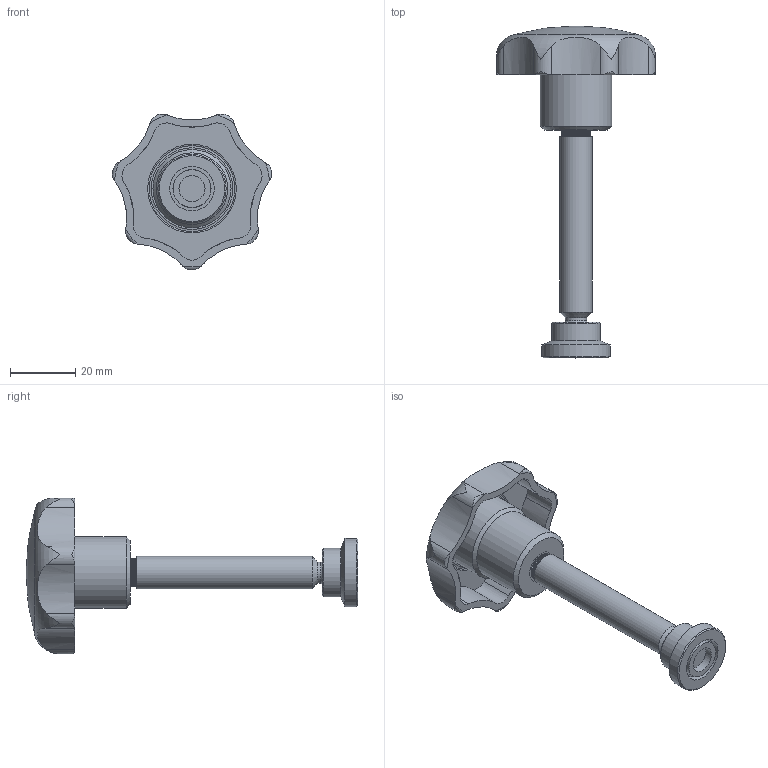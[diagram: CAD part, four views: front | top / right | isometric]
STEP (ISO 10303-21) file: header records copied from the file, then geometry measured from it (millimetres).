
FILE_DESCRIPTION( ( 'STEP AP214' ), '1' );
FILE_NAME( 'K0394.10070.stp', '2020-12-07T10:24:40', ( '' ), ( '' ), ' ', 'PARTsolutions', ' ' );
FILE_SCHEMA( ( 'AUTOMOTIVE_DESIGN { 1 0 10303 214 1 1 1 1 }' ) );
Length unit declared in the file: millimetre
Products named in the file (4): K0394.10070; _K0394_gewindestift_10; _K0155.210_schwarz; _K0393.210
Assembly tree (3 placements, depth 2):
  K0394.10070
    _K0394_gewindestift_10
    _K0155.210_schwarz
    _K0393.210
Bounding box: 48.94 x 102.1 x 47.92 mm (x, y, z)
Volume: 25637.1 mm3; surface area: 12796.8 mm2
Topology: 3 solids, 3 shells, 264 faces, 753 edges, 502 vertices
Faces by surface type: plane 193, cylinder 40, torus 16, cone 12, sphere 3
Full cylindrical faces by diameter (mm): 6.5 x1, 7.9 x1, 8 x1, 8.15 x1, 8.376 x1, 10 x2, 13.7 x1, 15 x1, 21 x1, 22 x1, 24 x1
Entity records: 10980 total; most frequent: CARTESIAN_POINT 2045, ORIENTED_EDGE 1432, DIRECTION 1316, EDGE_CURVE 716, LINE 568, VECTOR 568, VERTEX_POINT 497, AXIS2_PLACEMENT_3D 374
